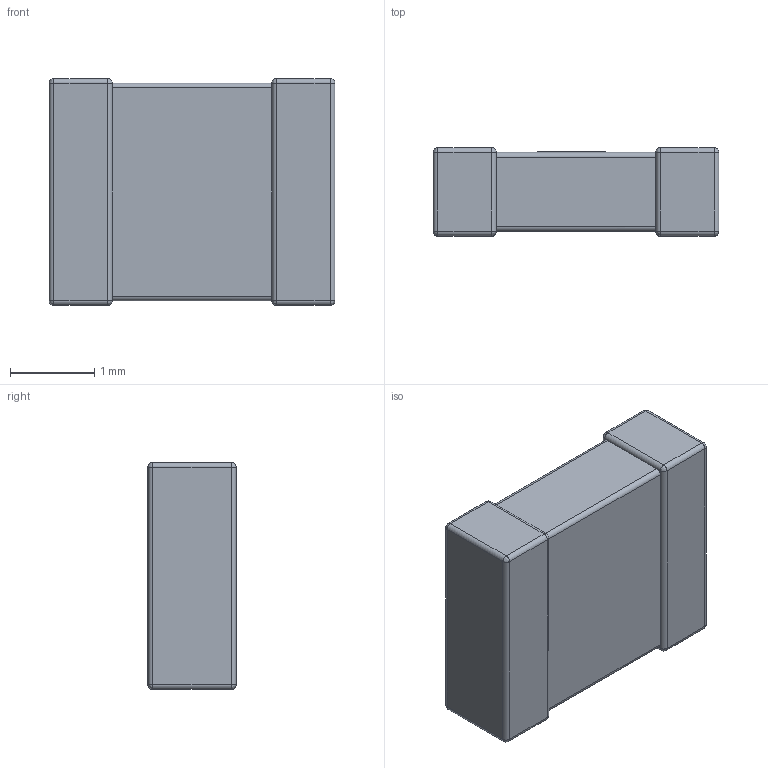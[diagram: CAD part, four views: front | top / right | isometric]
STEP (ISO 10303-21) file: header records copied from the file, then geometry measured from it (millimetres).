
FILE_DESCRIPTION (( 'STEP AP214' ), '1' );
FILE_NAME ('Capañitor Ceramic SMD-1210.STEP', '2018-02-09T17:26:14', ( '' ), ( '' ), 'SwSTEP 2.0', 'SolidWorks 2016', '' );
FILE_SCHEMA (( 'AUTOMOTIVE_DESIGN' ));
Length unit declared in the file: millimetre
Products named in the file (1): Capañitor Ceramic SMD-1210
Bounding box: 3.4 x 1.05 x 2.7 mm (x, y, z)
Volume: 8.8 mm3; surface area: 31.3 mm2
Topology: 5 solids, 5 shells, 113 faces, 265 edges, 146 vertices
Faces by surface type: bspline 39, cylinder 38, plane 36
Entity records: 5870 total; most frequent: CARTESIAN_POINT 2332, ORIENTED_EDGE 498, DIRECTION 377, EDGE_CURVE 249, VERTEX_POINT 146, VECTOR 131, LINE 131, AXIS2_PLACEMENT_3D 123
